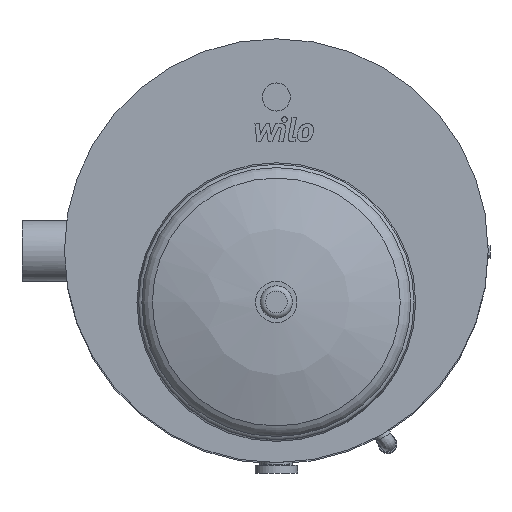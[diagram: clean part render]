
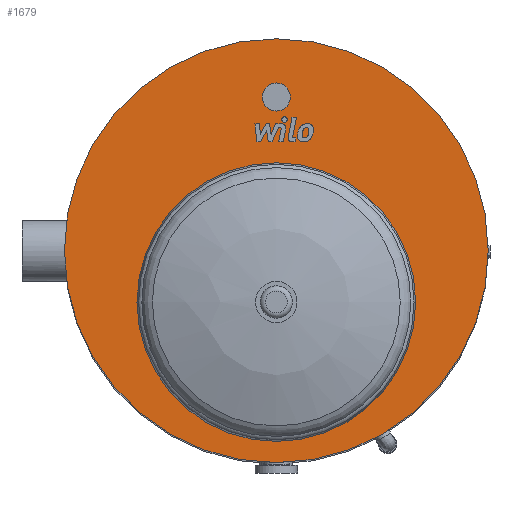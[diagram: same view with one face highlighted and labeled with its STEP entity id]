
A CAD part, top view. The second image highlights one B-rep face of the part: STEP entity #1679.
In plain terms, the highlighted planar face has unit normal (0, 0, 1).
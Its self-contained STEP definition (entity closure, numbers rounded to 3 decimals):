
#162=FACE_BOUND('',#454,.T.);
#163=FACE_BOUND('',#455,.T.);
#198=CIRCLE('',#1813,26.5);
#211=CIRCLE('',#1836,263.);
#218=CIRCLE('',#1850,400.);
#296=FACE_OUTER_BOUND('',#453,.T.);
#453=EDGE_LOOP('',(#1274));
#454=EDGE_LOOP('',(#1275));
#455=EDGE_LOOP('',(#1276));
#787=VERTEX_POINT('',#3067);
#800=VERTEX_POINT('',#3133);
#807=VERTEX_POINT('',#3154);
#959=EDGE_CURVE('',#787,#787,#198,.T.);
#973=EDGE_CURVE('',#800,#800,#211,.T.);
#980=EDGE_CURVE('',#807,#807,#218,.T.);
#1274=ORIENTED_EDGE('',*,*,#980,.T.);
#1275=ORIENTED_EDGE('',*,*,#959,.T.);
#1276=ORIENTED_EDGE('',*,*,#973,.T.);
#1589=PLANE('',#1851);
#1679=ADVANCED_FACE('',(#296,#162,#163),#1589,.T.);
#1813=AXIS2_PLACEMENT_3D('',#3068,#2041,#2042);
#1836=AXIS2_PLACEMENT_3D('',#3134,#2087,#2088);
#1850=AXIS2_PLACEMENT_3D('',#3155,#2115,#2116);
#1851=AXIS2_PLACEMENT_3D('',#3156,#2117,#2118);
#2041=DIRECTION('center_axis',(0.,0.,
-1.));
#2042=DIRECTION('ref_axis',(0.,-1.,0.));
#2087=DIRECTION('center_axis',(0.,0.,
-1.));
#2088=DIRECTION('ref_axis',(0.,-1.,0.));
#2115=DIRECTION('center_axis',(0.,0.,
1.));
#2116=DIRECTION('ref_axis',(0.,-1.,0.));
#2117=DIRECTION('center_axis',(0.,0.,
1.));
#2118=DIRECTION('ref_axis',(1.,0.,0.));
#3067=CARTESIAN_POINT('',(0.,316.5,1500.));
#3068=CARTESIAN_POINT('Origin',(0.,290.,1500.));
#3133=CARTESIAN_POINT('',(0.,-360.,1500.));
#3134=CARTESIAN_POINT('Origin',(0.,-97.,
1500.));
#3154=CARTESIAN_POINT('',(0.,-400.,1500.));
#3155=CARTESIAN_POINT('Origin',(0.,0.,
1500.));
#3156=CARTESIAN_POINT('Origin',(0.,-200.,1500.));
